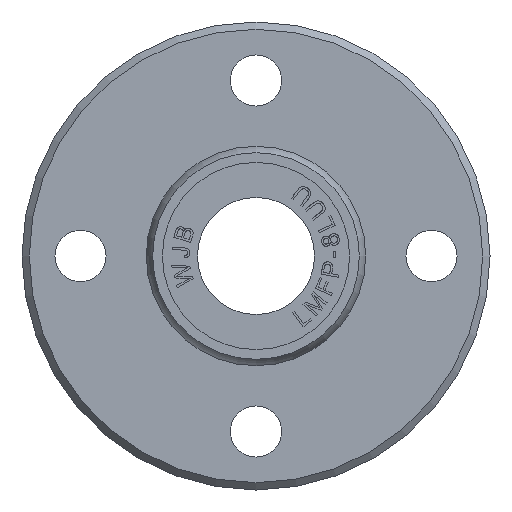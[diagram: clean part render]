
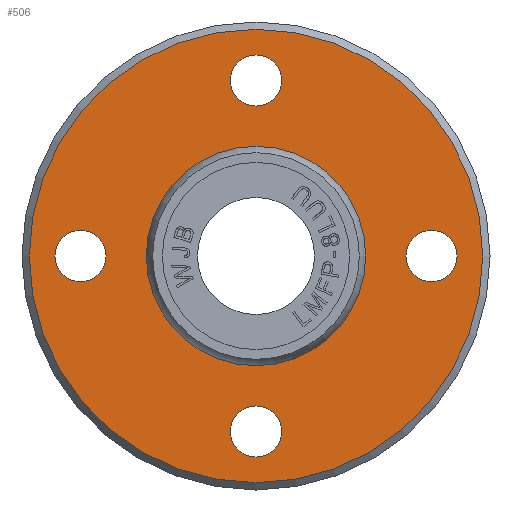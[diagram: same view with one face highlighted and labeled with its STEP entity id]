
A CAD part, left-side view. The second image highlights one B-rep face of the part: STEP entity #506.
In plain terms, the highlighted planar face has unit normal (-1, 0, 0).
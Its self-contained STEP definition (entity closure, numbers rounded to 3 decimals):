
#506=ADVANCED_FACE('',(#1215,#1216,#1217,#1218,#1219,#1220),#863,.T.);
#863=PLANE('',#6432);
#1114=CIRCLE('',#6423,15.5);
#1116=CIRCLE('',#6427,7.309);
#1117=CIRCLE('',#6428,1.75);
#1118=CIRCLE('',#6429,1.75);
#1119=CIRCLE('',#6430,1.75);
#1120=CIRCLE('',#6431,1.75);
#1215=FACE_BOUND('',#1343,.T.);
#1216=FACE_BOUND('',#1344,.T.);
#1217=FACE_BOUND('',#1345,.T.);
#1218=FACE_BOUND('',#1346,.T.);
#1219=FACE_BOUND('',#1347,.T.);
#1220=FACE_BOUND('',#1348,.T.);
#1343=EDGE_LOOP('',(#2413));
#1344=EDGE_LOOP('',(#2414));
#1345=EDGE_LOOP('',(#2415));
#1346=EDGE_LOOP('',(#2416));
#1347=EDGE_LOOP('',(#2417));
#1348=EDGE_LOOP('',(#2418));
#2413=ORIENTED_EDGE('',*,*,#4744,.F.);
#2414=ORIENTED_EDGE('',*,*,#4746,.F.);
#2415=ORIENTED_EDGE('',*,*,#4747,.T.);
#2416=ORIENTED_EDGE('',*,*,#4748,.T.);
#2417=ORIENTED_EDGE('',*,*,#4749,.T.);
#2418=ORIENTED_EDGE('',*,*,#4750,.T.);
#4152=VERTEX_POINT('',#9410);
#4154=VERTEX_POINT('',#9416);
#4155=VERTEX_POINT('',#9418);
#4156=VERTEX_POINT('',#9420);
#4157=VERTEX_POINT('',#9422);
#4158=VERTEX_POINT('',#9424);
#4744=EDGE_CURVE('',#4152,#4152,#1114,.T.);
#4746=EDGE_CURVE('',#4154,#4154,#1116,.T.);
#4747=EDGE_CURVE('',#4155,#4155,#1117,.T.);
#4748=EDGE_CURVE('',#4156,#4156,#1118,.T.);
#4749=EDGE_CURVE('',#4157,#4157,#1119,.T.);
#4750=EDGE_CURVE('',#4158,#4158,#1120,.T.);
#6423=AXIS2_PLACEMENT_3D('',#9409,#6961,#6962);
#6427=AXIS2_PLACEMENT_3D('',#9415,#6969,#6970);
#6428=AXIS2_PLACEMENT_3D('',#9417,#6971,#6972);
#6429=AXIS2_PLACEMENT_3D('',#9419,#6973,#6974);
#6430=AXIS2_PLACEMENT_3D('',#9421,#6975,#6976);
#6431=AXIS2_PLACEMENT_3D('',#9423,#6977,#6978);
#6432=AXIS2_PLACEMENT_3D('',#9425,#6979,#6980);
#6961=DIRECTION('',(1.,0.,0.));
#6962=DIRECTION('',(0.,0.,-1.));
#6969=DIRECTION('',(-1.,0.,0.));
#6970=DIRECTION('',(0.,0.,1.));
#6971=DIRECTION('',(1.,0.,0.));
#6972=DIRECTION('',(0.,1.,0.));
#6973=DIRECTION('',(1.,0.,0.));
#6974=DIRECTION('',(0.,1.,0.));
#6975=DIRECTION('',(1.,0.,0.));
#6976=DIRECTION('',(0.,1.,0.));
#6977=DIRECTION('',(1.,0.,0.));
#6978=DIRECTION('',(0.,1.,0.));
#6979=DIRECTION('',(-1.,0.,0.));
#6980=DIRECTION('',(0.,0.,1.));
#9409=CARTESIAN_POINT('',(5.,0.,0.));
#9410=CARTESIAN_POINT('',(5.,0.,15.5));
#9415=CARTESIAN_POINT('',(5.,0.,0.));
#9416=CARTESIAN_POINT('',(5.,0.,7.309));
#9417=CARTESIAN_POINT('',(5.,12.,0.));
#9418=CARTESIAN_POINT('',(5.,10.25,0.));
#9419=CARTESIAN_POINT('',(5.,-12.,0.));
#9420=CARTESIAN_POINT('',(5.,-13.75,0.));
#9421=CARTESIAN_POINT('',(5.,0.,12.));
#9422=CARTESIAN_POINT('',(5.,-1.75,12.));
#9423=CARTESIAN_POINT('',(5.,0.,-12.));
#9424=CARTESIAN_POINT('',(5.,-1.75,-12.));
#9425=CARTESIAN_POINT('',(5.,0.,11.655));
